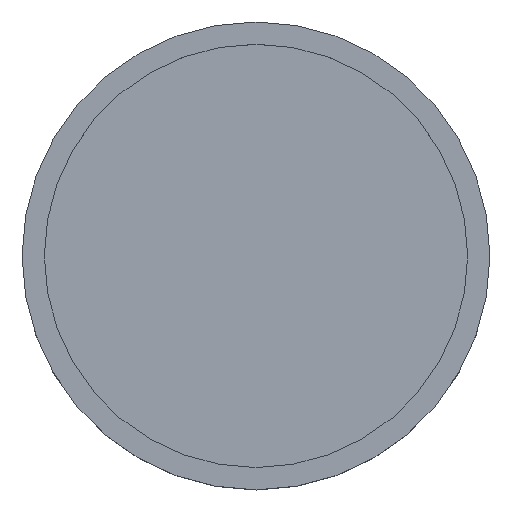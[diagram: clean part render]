
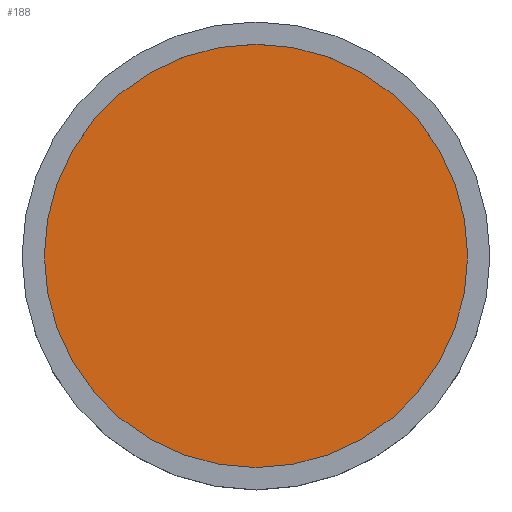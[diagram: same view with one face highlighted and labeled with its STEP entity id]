
A CAD part, top view. The second image highlights one B-rep face of the part: STEP entity #188.
In plain terms, the highlighted planar face has unit normal (0, 0, 1).
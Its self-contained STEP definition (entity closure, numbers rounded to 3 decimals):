
#36=PLANE($,#207);
#65=FACE_OUTER_BOUND($,#79,.T.);
#79=EDGE_LOOP($,(#145));
#99=CIRCLE($,#205,19.);
#107=VERTEX_POINT($,#286);
#123=EDGE_CURVE($,#107,#107,#99,.T.);
#145=ORIENTED_EDGE($,*,*,#123,.F.);
#188=ADVANCED_FACE($,(#65),#36,.T.);
#205=AXIS2_PLACEMENT_3D($,#287,#230,#231);
#207=AXIS2_PLACEMENT_3D($,#290,#234,#235);
#230=DIRECTION('center_axis',(0.,0.,-1.));
#231=DIRECTION('ref_axis',(-1.,0.,0.));
#234=DIRECTION('center_axis',(0.,0.,1.));
#235=DIRECTION('ref_axis',(1.,0.,0.));
#286=CARTESIAN_POINT('',(19.,0.,30.));
#287=CARTESIAN_POINT('Origin',(0.,0.,30.));
#290=CARTESIAN_POINT('Origin',(0.,0.,
30.));
